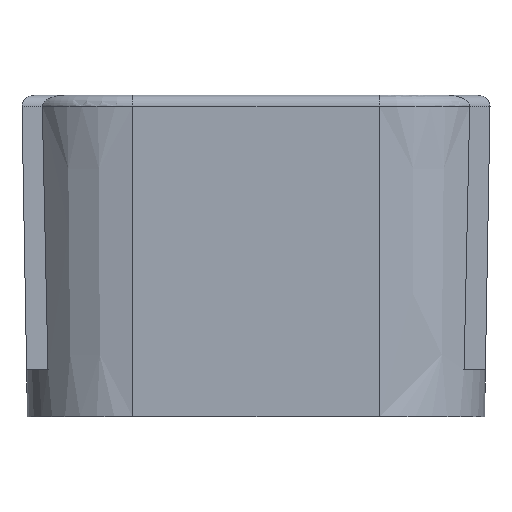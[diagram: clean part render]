
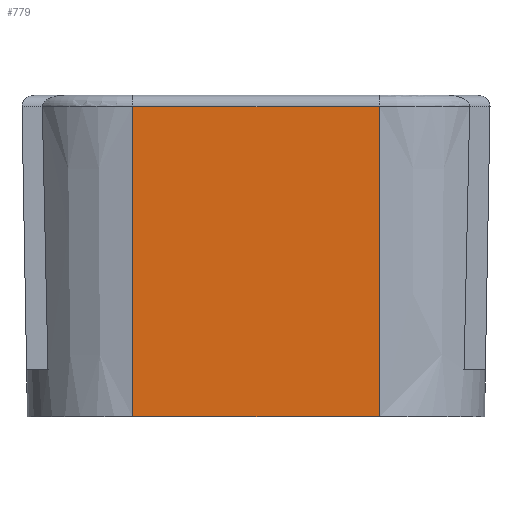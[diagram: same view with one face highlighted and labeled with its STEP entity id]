
A CAD part, front view. The second image highlights one B-rep face of the part: STEP entity #779.
In plain terms, the highlighted planar face has unit normal (0, -1, -0.018).
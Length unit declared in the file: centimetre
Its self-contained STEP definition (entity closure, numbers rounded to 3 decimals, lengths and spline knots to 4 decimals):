
#113=PLANE('',#826);
#133=VECTOR('',#876,1.);
#140=VECTOR('',#899,1.);
#142=VECTOR('',#906,1.);
#143=VECTOR('',#907,1.);
#201=LINE('',#1080,#133);
#208=LINE('',#1156,#140);
#210=LINE('',#1164,#142);
#211=LINE('',#1166,#143);
#281=VERTEX_POINT('',#1020);
#286=VERTEX_POINT('',#1077);
#297=VERTEX_POINT('',#1157);
#300=VERTEX_POINT('',#1165);
#380=EDGE_CURVE('',#281,#286,#201,.T.);
#394=EDGE_CURVE('',#297,#286,#208,.T.);
#398=EDGE_CURVE('',#300,#281,#210,.T.);
#399=EDGE_CURVE('',#297,#300,#211,.T.);
#513=ORIENTED_EDGE('',*,*,#380,.F.);
#514=ORIENTED_EDGE('',*,*,#398,.F.);
#515=ORIENTED_EDGE('',*,*,#399,.F.);
#516=ORIENTED_EDGE('',*,*,#394,.T.);
#701=EDGE_LOOP('',(#513,#514,#515,#516));
#740=FACE_BOUND('',#701,.T.);
#779=ADVANCED_FACE('',(#740),#113,.T.);
#826=AXIS2_PLACEMENT_3D('',#1163,#905,$);
#876=DIRECTION('',(1.,0.,0.));
#899=DIRECTION('',(0.,-0.017,1.));
#905=DIRECTION('',(0.,-1.,-0.017));
#906=DIRECTION('',(0.,-0.017,1.));
#907=DIRECTION('',(-1.,0.,0.));
#1020=CARTESIAN_POINT('',(-2.225,-2.4169,5.5965));
#1077=CARTESIAN_POINT('',(2.225,-2.4169,5.5965));
#1080=CARTESIAN_POINT('',(1.1125,-2.4169,5.5965));
#1156=CARTESIAN_POINT('',(2.225,-2.3192,0.));
#1157=CARTESIAN_POINT('',(2.225,-2.3192,0.));
#1163=CARTESIAN_POINT('',(2.225,-2.3192,0.));
#1164=CARTESIAN_POINT('',(-2.225,-2.3192,0.));
#1165=CARTESIAN_POINT('',(-2.225,-2.3192,0.));
#1166=CARTESIAN_POINT('',(2.225,-2.3192,0.));
